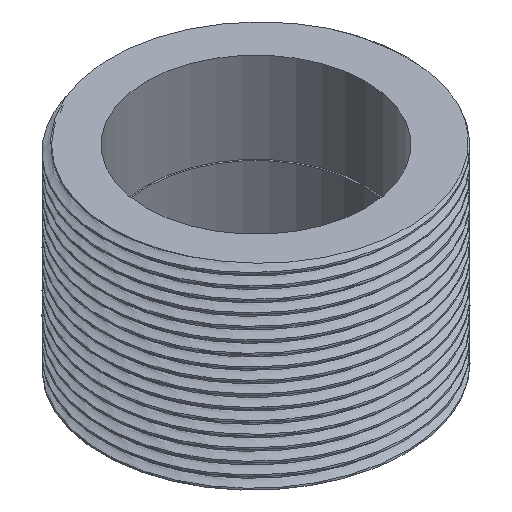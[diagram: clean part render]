
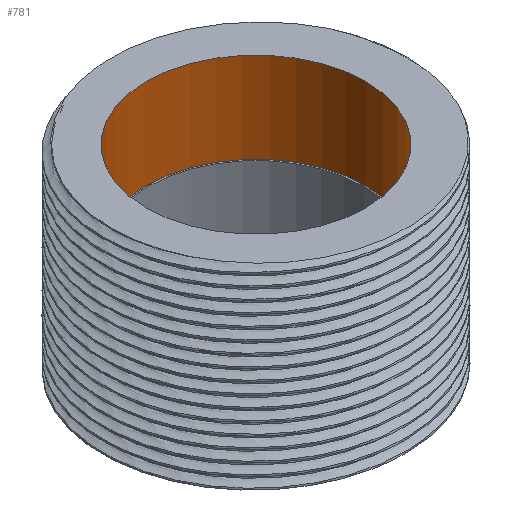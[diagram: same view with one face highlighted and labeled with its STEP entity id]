
A CAD part, isometric view. The second image highlights one B-rep face of the part: STEP entity #781.
In plain terms, the highlighted cylindrical face has radius 13.95 mm (diameter 27.9 mm), a full revolution.
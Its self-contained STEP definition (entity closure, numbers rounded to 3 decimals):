
#58=FACE_OUTER_BOUND('',#102,.T.);
#102=EDGE_LOOP('',(#606,#607,#608,#609));
#115=CIRCLE('',#841,13.95);
#117=CIRCLE('',#844,13.95);
#230=LINE('',#3034,#266);
#266=VECTOR('',#971,13.95);
#340=VERTEX_POINT('',#3028);
#342=VERTEX_POINT('',#3033);
#452=EDGE_CURVE('',#340,#340,#115,.T.);
#454=EDGE_CURVE('',#340,#342,#230,.T.);
#455=EDGE_CURVE('',#342,#342,#117,.T.);
#606=ORIENTED_EDGE('',*,*,#452,.T.);
#607=ORIENTED_EDGE('',*,*,#454,.T.);
#608=ORIENTED_EDGE('',*,*,#455,.F.);
#609=ORIENTED_EDGE('',*,*,#454,.F.);
#742=CYLINDRICAL_SURFACE('',#843,13.95);
#781=ADVANCED_FACE('',(#58),#742,.F.);
#841=AXIS2_PLACEMENT_3D('',#3029,#965,#966);
#843=AXIS2_PLACEMENT_3D('',#3032,#969,#970);
#844=AXIS2_PLACEMENT_3D('',#3035,#972,#973);
#965=DIRECTION('center_axis',(0.,0.,-1.));
#966=DIRECTION('ref_axis',(1.,0.,0.));
#969=DIRECTION('center_axis',(0.,0.,1.));
#970=DIRECTION('ref_axis',(1.,0.,0.));
#971=DIRECTION('',(0.,0.,1.));
#972=DIRECTION('center_axis',(0.,0.,-1.));
#973=DIRECTION('ref_axis',(1.,0.,0.));
#3028=CARTESIAN_POINT('',(-13.95,0.,78.477));
#3029=CARTESIAN_POINT('Origin',(0.,0.,78.477));
#3032=CARTESIAN_POINT('Origin',(0.,0.,86.727));
#3033=CARTESIAN_POINT('',(-13.95,0.,89.954));
#3034=CARTESIAN_POINT('',(-13.95,0.,86.727));
#3035=CARTESIAN_POINT('Origin',(0.,0.,89.954));
